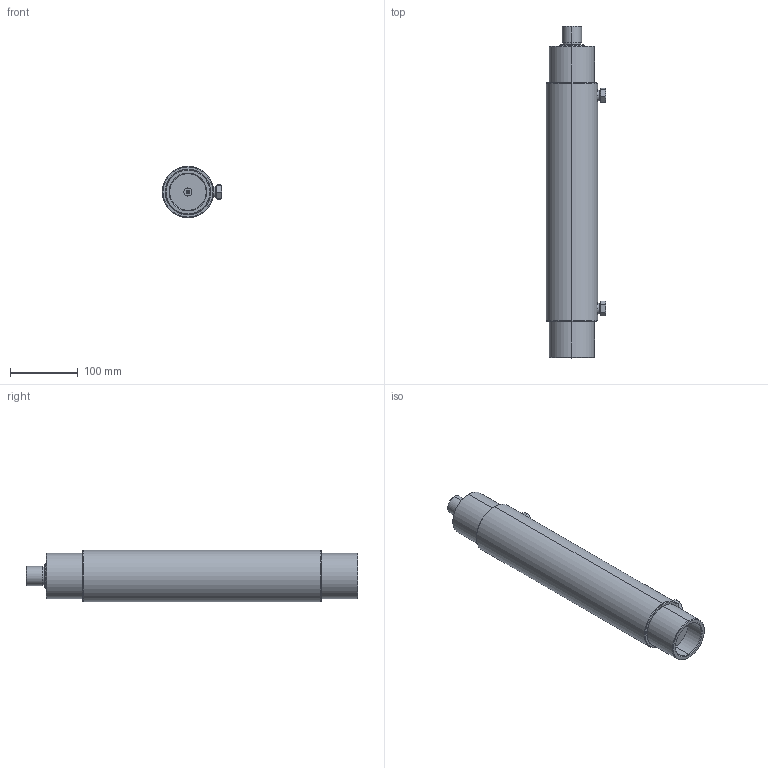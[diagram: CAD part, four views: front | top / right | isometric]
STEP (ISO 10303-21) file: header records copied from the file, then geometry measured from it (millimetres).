
FILE_DESCRIPTION (( 'STEP AP203' ), '1' );
FILE_NAME ('HPD1610_Shell.STEP', '2014-03-10T13:29:02', ( 'MIS' ), ( '' ), 'SwSTEP 2.0', 'SolidWorks 2013', '' );
FILE_SCHEMA (( 'CONFIG_CONTROL_DESIGN' ));
Length unit declared in the file: inch
Products named in the file (1): HPD1610_Shell
Bounding box: 88 x 490.65 x 76 mm (x, y, z)
Surface area: 172281 mm2 (no closed solid volume)
Topology: 0 solids, 10 shells, 100 faces, 254 edges, 164 vertices
Faces by surface type: cone 38, plane 32, cylinder 26, bspline 4
Entity records: 3459 total; most frequent: CARTESIAN_POINT 1001, DIRECTION 520, ORIENTED_EDGE 453, EDGE_CURVE 254, AXIS2_PLACEMENT_3D 215, VERTEX_POINT 164, CIRCLE 118, EDGE_LOOP 112
